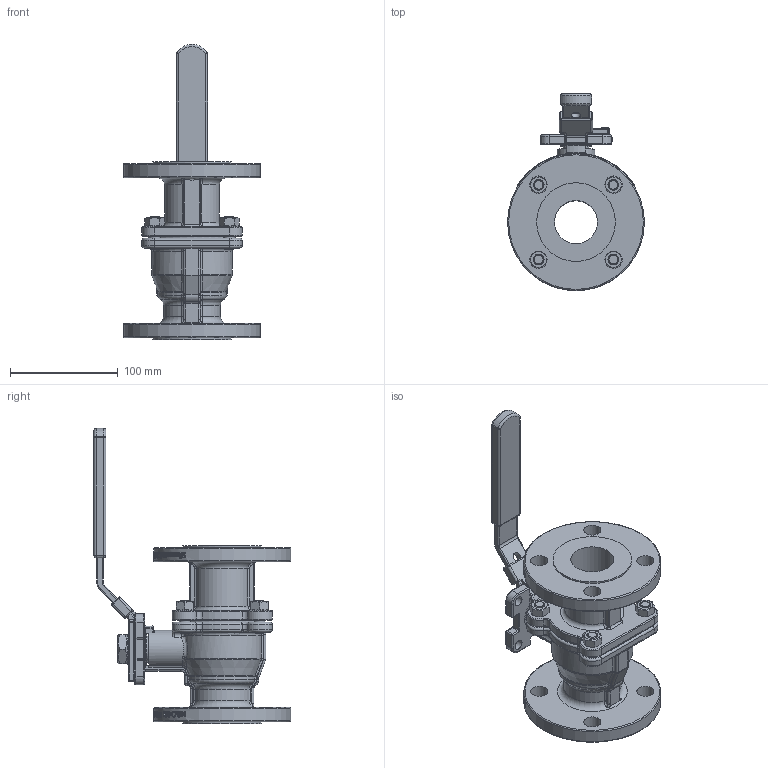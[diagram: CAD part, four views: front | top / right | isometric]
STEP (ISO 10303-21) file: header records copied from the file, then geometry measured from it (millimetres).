
FILE_DESCRIPTION(/* description */ ('794040'),/* implementation_level */ '2;1');
FILE_NAME(/* name */ '794040.stp',/* time_stamp */ '2017-01-19T14:34:05+01:00',/* author */ ('jmorand'),/* organization */ ('Sferaco'),/* preprocessor_version */ 'ST-DEVELOPER v16.5',/* originating_system */ 'Autodesk Inventor 2017',/* authorisation */ '');
FILE_SCHEMA (('AUTOMOTIVE_DESIGN { 1 0 10303 214 3 1 1 }'));
Products named in the file (1): 794040_bd
Bounding box: 127 x 183 x 274 mm (x, y, z)
Volume: 758844.9 mm3; surface area: 160781.3 mm2
Topology: 1 solids, 1 shells, 2457 faces, 6433 edges, 4126 vertices
Faces by surface type: bspline 1021, plane 881, cylinder 348, torus 135, cone 36, sphere 36
Full cylindrical faces by diameter (mm): 4.134 x1, 8 x2, 9 x4, 10 x4, 15.294 x1, 16 x8, 18 x2, 18.5 x3, 24 x1, 28 x3, 34 x1, 40 x1, 73 x2, 80 x1, 127 x2
Entity records: 97211 total; most frequent: CARTESIAN_POINT 40786, ORIENTED_EDGE 12684, DIRECTION 8430, EDGE_CURVE 6342, VERTEX_POINT 4104, LINE 2972, VECTOR 2972, EDGE_LOOP 2740
